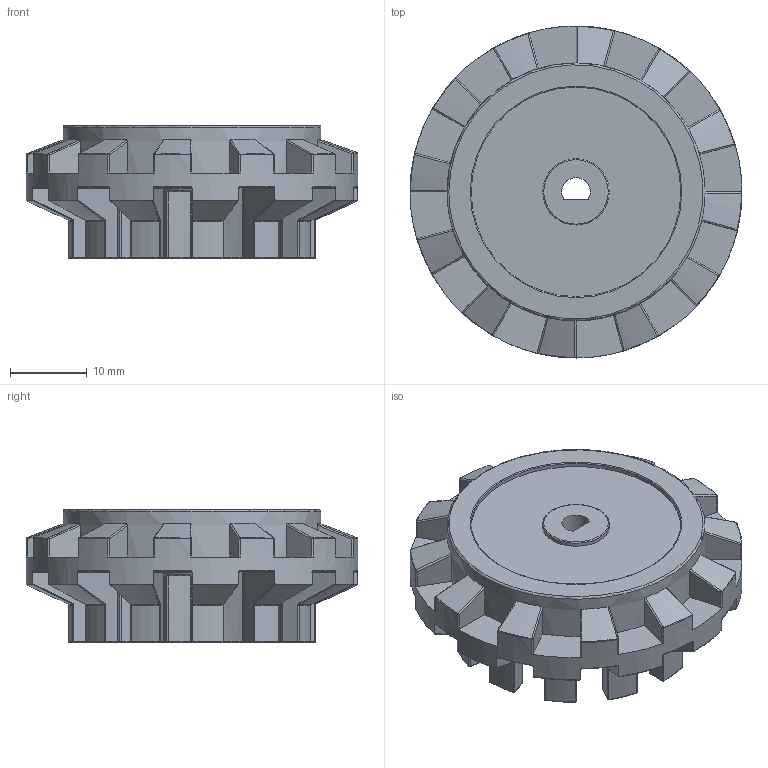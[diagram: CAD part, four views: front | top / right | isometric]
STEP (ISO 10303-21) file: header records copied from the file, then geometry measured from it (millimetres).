
FILE_DESCRIPTION(/* description */ ('STEP AP214'),/* implementation_level */ '2;1');
FILE_NAME(/* name */ '66a53d6e4989bb141e77bd39',/* time_stamp */ '2024-07-27T18:33:20Z',/* author */ (''),/* organization */ (''),/* preprocessor_version */ 'ST-DEVELOPER v20',/* originating_system */ ' ',/* authorisation */ ' ');
FILE_SCHEMA (('AUTOMOTIVE_DESIGN {1 0 10303 214 3 1 1}'));
Length unit declared in the file: metre
Products named in the file (1): Part 1
Bounding box: 43.16 x 43.16 x 17.26 mm (x, y, z)
Volume: 8580.5 mm3; surface area: 6766.1 mm2
Topology: 1 solids, 1 shells, 611 faces, 1510 edges, 830 vertices
Faces by surface type: cylinder 180, bspline 156, torus 124, plane 107, cone 30, sphere 14
Full cylindrical faces by diameter (mm): 8.631 x1, 9.864 x1, 26.756 x1, 27.249 x1, 33.538 x1, 43.155 x1
Entity records: 20698 total; most frequent: CARTESIAN_POINT 8436, ORIENTED_EDGE 2852, DIRECTION 2047, EDGE_CURVE 1426, VERTEX_POINT 829, AXIS2_PLACEMENT_3D 827, EDGE_LOOP 625, FACE_BOUND 625
